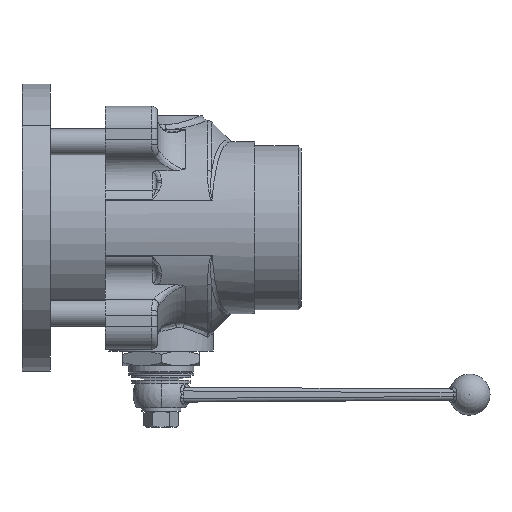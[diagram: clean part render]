
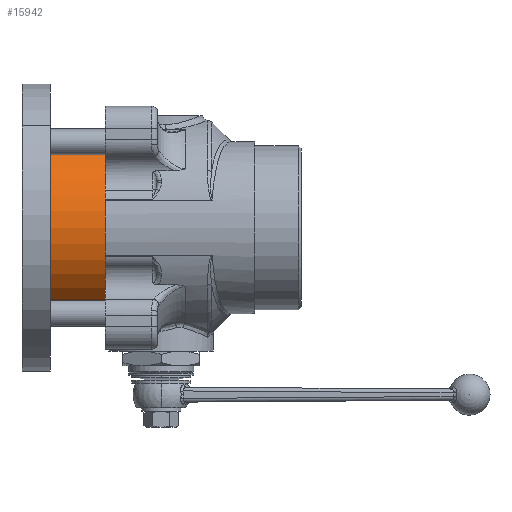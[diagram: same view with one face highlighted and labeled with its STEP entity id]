
A CAD part, front view. The second image highlights one B-rep face of the part: STEP entity #15942.
In plain terms, the highlighted cylindrical face has radius 50 mm (diameter 100 mm), a partial arc.
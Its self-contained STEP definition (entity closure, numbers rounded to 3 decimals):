
#2883 = AXIS2_PLACEMENT_3D ( 'NONE', #11328, #11320, #11319 ) ;
#2953 = FACE_OUTER_BOUND ( 'NONE', #17435, .T. ) ;
#2955 = CYLINDRICAL_SURFACE ( 'NONE', #2883, 50. ) ;
#11319 = DIRECTION ( 'NONE',  ( 0., 0., -1. ) ) ;
#11320 = DIRECTION ( 'NONE',  ( 1., 0., 0. ) ) ;
#11328 = CARTESIAN_POINT ( 'NONE',  ( -40., 0., 0. ) ) ;
#15942 = ADVANCED_FACE ( 'NONE', ( #2953 ), #2955, .T. ) ;
#17435 = EDGE_LOOP ( 'NONE', ( #25601, #25602, #25603, #25604 ) ) ;
#18222 = AXIS2_PLACEMENT_3D ( 'NONE', #31504, #31505, #31506 ) ;
#18224 = AXIS2_PLACEMENT_3D ( 'NONE', #31514, #31516, #31517 ) ;
#25601 = ORIENTED_EDGE ( 'NONE', *, *, #44587, .F. ) ;
#25602 = ORIENTED_EDGE ( 'NONE', *, *, #44585, .T. ) ;
#25603 = ORIENTED_EDGE ( 'NONE', *, *, #44582, .T. ) ;
#25604 = ORIENTED_EDGE ( 'NONE', *, *, #44589, .T. ) ;
#30109 = LINE ( 'NONE', #31496, #30113 ) ;
#30113 = VECTOR ( 'NONE', #31497, 1000. ) ;
#30117 = LINE ( 'NONE', #31509, #30120 ) ;
#30120 = VECTOR ( 'NONE', #31510, 1000. ) ;
#30121 = CIRCLE ( 'NONE', #18222, 50. ) ;
#30127 = CIRCLE ( 'NONE', #18224, 50. ) ;
#31496 = CARTESIAN_POINT ( 'NONE',  ( -40., 0., -50. ) ) ;
#31497 = DIRECTION ( 'NONE',  ( 1., 0., 0. ) ) ;
#31504 = CARTESIAN_POINT ( 'NONE',  ( -39.5, 0., 0. ) ) ;
#31505 = DIRECTION ( 'NONE',  ( 1., 0., 0. ) ) ;
#31506 = DIRECTION ( 'NONE',  ( 0., 0., -1. ) ) ;
#31509 = CARTESIAN_POINT ( 'NONE',  ( -40., 0., 50. ) ) ;
#31510 = DIRECTION ( 'NONE',  ( 1., 0., 0. ) ) ;
#31514 = CARTESIAN_POINT ( 'NONE',  ( -0.5, 0., 0. ) ) ;
#31516 = DIRECTION ( 'NONE',  ( -1., 0., 0. ) ) ;
#31517 = DIRECTION ( 'NONE',  ( 0., 0., -1. ) ) ;
#33900 = CARTESIAN_POINT ( 'NONE',  ( -39.5, 0., -50. ) ) ;
#33901 = CARTESIAN_POINT ( 'NONE',  ( -39.5, 0., 50. ) ) ;
#33902 = CARTESIAN_POINT ( 'NONE',  ( -0.5, 0., 50. ) ) ;
#33903 = CARTESIAN_POINT ( 'NONE',  ( -0.5, 0., -50. ) ) ;
#44582 = EDGE_CURVE ( 'NONE', #48344, #48349, #30109, .T. ) ;
#44585 = EDGE_CURVE ( 'NONE', #48346, #48344, #30121, .T. ) ;
#44587 = EDGE_CURVE ( 'NONE', #48346, #48348, #30117, .T. ) ;
#44589 = EDGE_CURVE ( 'NONE', #48349, #48348, #30127, .T. ) ;
#48344 = VERTEX_POINT ( 'NONE', #33900 ) ;
#48346 = VERTEX_POINT ( 'NONE', #33901 ) ;
#48348 = VERTEX_POINT ( 'NONE', #33902 ) ;
#48349 = VERTEX_POINT ( 'NONE', #33903 ) ;
